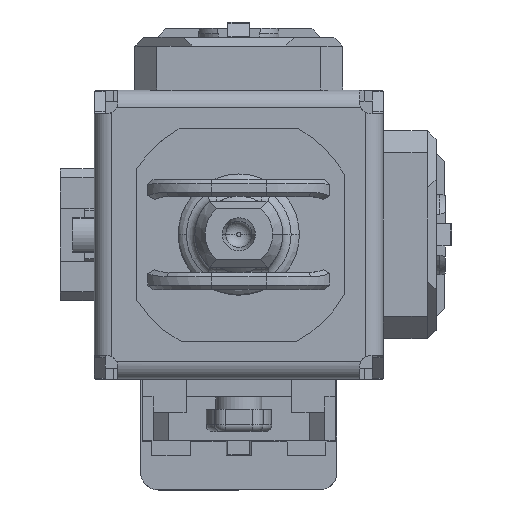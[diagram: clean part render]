
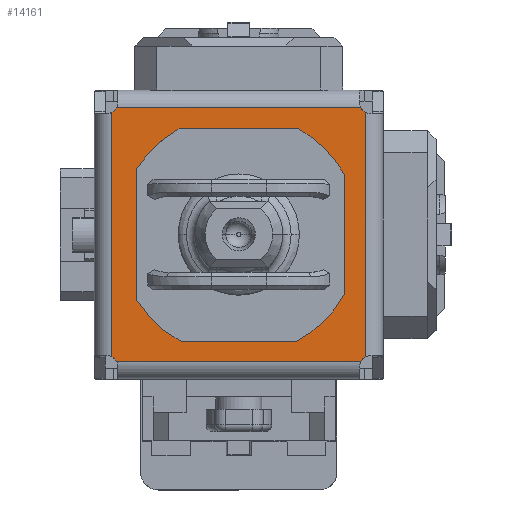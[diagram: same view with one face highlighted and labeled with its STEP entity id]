
A CAD part, top view. The second image highlights one B-rep face of the part: STEP entity #14161.
In plain terms, the highlighted face is planar.
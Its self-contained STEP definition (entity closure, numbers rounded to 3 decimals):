
#11 = CARTESIAN_POINT ( 'NONE',  ( 5.775, -5.553, -10.15 ) ) ;
#275 = VERTEX_POINT ( 'NONE', #12590 ) ;
#477 = CARTESIAN_POINT ( 'NONE',  ( 7.989, -4.668, -10.15 ) ) ;
#690 = EDGE_CURVE ( 'NONE', #17325, #30692, #28577, .T. ) ;
#866 = DIRECTION ( 'NONE',  ( 0., 1., 0. ) ) ;
#874 = DIRECTION ( 'NONE',  ( 0., 0., 1. ) ) ;
#905 = CARTESIAN_POINT ( 'NONE',  ( 0., 0., -10.15 ) ) ;
#1121 = ORIENTED_EDGE ( 'NONE', *, *, #34791, .T. ) ;
#1268 = CARTESIAN_POINT ( 'NONE',  ( 4.809, 2.721, -10.15 ) ) ;
#1593 = CARTESIAN_POINT ( 'NONE',  ( 2.956, -4.668, -10.15 ) ) ;
#2100 = ORIENTED_EDGE ( 'NONE', *, *, #10712, .T. ) ;
#2108 = CARTESIAN_POINT ( 'NONE',  ( 4.809, 7.883, -10.15 ) ) ;
#2167 = DIRECTION ( 'NONE',  ( 0., 1., 0. ) ) ;
#2305 = CARTESIAN_POINT ( 'NONE',  ( -5.553, 5.775, -10.15 ) ) ;
#2330 = DIRECTION ( 'NONE',  ( 0., 0., 1. ) ) ;
#2629 = FACE_BOUND ( 'NONE', #4112, .T. ) ;
#3407 = EDGE_CURVE ( 'NONE', #18060, #24424, #25905, .T. ) ;
#3631 = EDGE_CURVE ( 'NONE', #27166, #18060, #15616, .T. ) ;
#3930 = ORIENTED_EDGE ( 'NONE', *, *, #29912, .F. ) ;
#3980 = CIRCLE ( 'NONE', #24152, 0.5 ) ;
#4112 = EDGE_LOOP ( 'NONE', ( #13850, #4873, #19943, #3930, #10041, #1121, #16167, #23195 ) ) ;
#4502 = CARTESIAN_POINT ( 'NONE',  ( 5.553, 5.775, -10.15 ) ) ;
#4531 = CARTESIAN_POINT ( 'NONE',  ( 0., 0., -10.15 ) ) ;
#4622 = PLANE ( 'NONE',  #12926 ) ;
#4873 = ORIENTED_EDGE ( 'NONE', *, *, #25022, .F. ) ;
#5274 = EDGE_CURVE ( 'NONE', #19014, #27166, #34716, .T. ) ;
#5727 = DIRECTION ( 'NONE',  ( 0., -1., 0. ) ) ;
#5908 = CIRCLE ( 'NONE', #12873, 5.525 ) ;
#6156 = VERTEX_POINT ( 'NONE', #1268 ) ;
#6308 = VECTOR ( 'NONE', #26709, 1000. ) ;
#6686 = VERTEX_POINT ( 'NONE', #24737 ) ;
#7196 = CIRCLE ( 'NONE', #20338, 5.525 ) ;
#7285 = CIRCLE ( 'NONE', #34923, 0.5 ) ;
#7537 = CARTESIAN_POINT ( 'NONE',  ( 2.743, 4.796, -10.15 ) ) ;
#7545 = VERTEX_POINT ( 'NONE', #32047 ) ;
#7931 = CARTESIAN_POINT ( 'NONE',  ( 5.5, 5.5, -10.15 ) ) ;
#8707 = EDGE_CURVE ( 'NONE', #24424, #10320, #23047, .T. ) ;
#8825 = CARTESIAN_POINT ( 'NONE',  ( -4.861, 7.883, -10.15 ) ) ;
#9555 = CARTESIAN_POINT ( 'NONE',  ( -4.861, -2.626, -10.15 ) ) ;
#9600 = ORIENTED_EDGE ( 'NONE', *, *, #8707, .T. ) ;
#9740 = CARTESIAN_POINT ( 'NONE',  ( 0., 0., -10.15 ) ) ;
#9912 = CARTESIAN_POINT ( 'NONE',  ( -5.5, -5.775, -10.15 ) ) ;
#10041 = ORIENTED_EDGE ( 'NONE', *, *, #26796, .T. ) ;
#10320 = VERTEX_POINT ( 'NONE', #4502 ) ;
#10451 = EDGE_CURVE ( 'NONE', #24054, #7545, #5908, .T. ) ;
#10618 = FACE_OUTER_BOUND ( 'NONE', #35298, .T. ) ;
#10712 = EDGE_CURVE ( 'NONE', #19821, #14261, #3980, .T. ) ;
#10945 = DIRECTION ( 'NONE',  ( 0., -1., 0. ) ) ;
#11129 = LINE ( 'NONE', #9912, #34964 ) ;
#11230 = CARTESIAN_POINT ( 'NONE',  ( -5.775, 5.5, -10.15 ) ) ;
#11304 = CARTESIAN_POINT ( 'NONE',  ( -5.775, -5.553, -10.15 ) ) ;
#11871 = VECTOR ( 'NONE', #36281, 1000. ) ;
#12445 = EDGE_CURVE ( 'NONE', #21075, #24054, #37210, .T. ) ;
#12590 = CARTESIAN_POINT ( 'NONE',  ( -2.743, 4.796, -10.15 ) ) ;
#12780 = DIRECTION ( 'NONE',  ( 0., 1., 0. ) ) ;
#12873 = AXIS2_PLACEMENT_3D ( 'NONE', #905, #874, #866 ) ;
#12926 = AXIS2_PLACEMENT_3D ( 'NONE', #7931, #28820, #10945 ) ;
#12973 = DIRECTION ( 'NONE',  ( -1., 0., 0. ) ) ;
#13598 = AXIS2_PLACEMENT_3D ( 'NONE', #18688, #15782, #15640 ) ;
#13850 = ORIENTED_EDGE ( 'NONE', *, *, #10451, .T. ) ;
#14000 = LINE ( 'NONE', #38426, #36867 ) ;
#14161 = ADVANCED_FACE ( 'NONE', ( #10618, #2629 ), #4622, .T. ) ;
#14225 = CARTESIAN_POINT ( 'NONE',  ( 7.989, 4.796, -10.15 ) ) ;
#14261 = VERTEX_POINT ( 'NONE', #26220 ) ;
#14268 = EDGE_CURVE ( 'NONE', #10320, #6686, #7285, .T. ) ;
#14665 = VECTOR ( 'NONE', #2167, 1000. ) ;
#15616 = LINE ( 'NONE', #11230, #14665 ) ;
#15640 = DIRECTION ( 'NONE',  ( 0., -1., 0. ) ) ;
#15782 = DIRECTION ( 'NONE',  ( 0., 0., 1. ) ) ;
#15892 = CARTESIAN_POINT ( 'NONE',  ( -5.775, 5.553, -10.15 ) ) ;
#16167 = ORIENTED_EDGE ( 'NONE', *, *, #21268, .T. ) ;
#16658 = VERTEX_POINT ( 'NONE', #7537 ) ;
#17156 = LINE ( 'NONE', #14225, #35784 ) ;
#17325 = VERTEX_POINT ( 'NONE', #1593 ) ;
#17522 = DIRECTION ( 'NONE',  ( 0., 0., 1. ) ) ;
#18060 = VERTEX_POINT ( 'NONE', #15892 ) ;
#18606 = LINE ( 'NONE', #2108, #34446 ) ;
#18688 = CARTESIAN_POINT ( 'NONE',  ( -6., -6., -10.15 ) ) ;
#19014 = VERTEX_POINT ( 'NONE', #28471 ) ;
#19798 = EDGE_CURVE ( 'NONE', #6686, #19821, #14000, .T. ) ;
#19821 = VERTEX_POINT ( 'NONE', #11 ) ;
#19943 = ORIENTED_EDGE ( 'NONE', *, *, #690, .T. ) ;
#20045 = EDGE_CURVE ( 'NONE', #14261, #19014, #11129, .T. ) ;
#20324 = CARTESIAN_POINT ( 'NONE',  ( 0., 0., -10.15 ) ) ;
#20338 = AXIS2_PLACEMENT_3D ( 'NONE', #9740, #30653, #12780 ) ;
#21075 = VERTEX_POINT ( 'NONE', #31133 ) ;
#21268 = EDGE_CURVE ( 'NONE', #275, #21075, #37838, .T. ) ;
#21327 = ORIENTED_EDGE ( 'NONE', *, *, #3631, .T. ) ;
#23047 = LINE ( 'NONE', #34759, #37953 ) ;
#23097 = DIRECTION ( 'NONE',  ( 0., -1., 0. ) ) ;
#23195 = ORIENTED_EDGE ( 'NONE', *, *, #12445, .T. ) ;
#23324 = DIRECTION ( 'NONE',  ( 0., 1., 0. ) ) ;
#23555 = AXIS2_PLACEMENT_3D ( 'NONE', #20324, #2330, #23324 ) ;
#23665 = ORIENTED_EDGE ( 'NONE', *, *, #14268, .T. ) ;
#24054 = VERTEX_POINT ( 'NONE', #9555 ) ;
#24152 = AXIS2_PLACEMENT_3D ( 'NONE', #36176, #36286, #36540 ) ;
#24424 = VERTEX_POINT ( 'NONE', #2305 ) ;
#24737 = CARTESIAN_POINT ( 'NONE',  ( 5.775, 5.553, -10.15 ) ) ;
#25022 = EDGE_CURVE ( 'NONE', #17325, #7545, #35697, .T. ) ;
#25502 = DIRECTION ( 'NONE',  ( 0., 0., 1. ) ) ;
#25785 = AXIS2_PLACEMENT_3D ( 'NONE', #34795, #28637, #38264 ) ;
#25905 = CIRCLE ( 'NONE', #25785, 0.5 ) ;
#26220 = CARTESIAN_POINT ( 'NONE',  ( 5.553, -5.775, -10.15 ) ) ;
#26709 = DIRECTION ( 'NONE',  ( 0., -1., 0. ) ) ;
#26796 = EDGE_CURVE ( 'NONE', #6156, #16658, #7196, .T. ) ;
#27166 = VERTEX_POINT ( 'NONE', #11304 ) ;
#28350 = DIRECTION ( 'NONE',  ( 0., 1., 0. ) ) ;
#28471 = CARTESIAN_POINT ( 'NONE',  ( -5.553, -5.775, -10.15 ) ) ;
#28577 = CIRCLE ( 'NONE', #37232, 5.525 ) ;
#28637 = DIRECTION ( 'NONE',  ( 0., 0., 1. ) ) ;
#28820 = DIRECTION ( 'NONE',  ( 0., 0., -1. ) ) ;
#29219 = ORIENTED_EDGE ( 'NONE', *, *, #5274, .T. ) ;
#29912 = EDGE_CURVE ( 'NONE', #6156, #30692, #18606, .T. ) ;
#30641 = ORIENTED_EDGE ( 'NONE', *, *, #19798, .T. ) ;
#30653 = DIRECTION ( 'NONE',  ( 0., 0., 1. ) ) ;
#30692 = VERTEX_POINT ( 'NONE', #35780 ) ;
#31128 = ORIENTED_EDGE ( 'NONE', *, *, #20045, .T. ) ;
#31133 = CARTESIAN_POINT ( 'NONE',  ( -4.861, 2.626, -10.15 ) ) ;
#32047 = CARTESIAN_POINT ( 'NONE',  ( -2.956, -4.668, -10.15 ) ) ;
#32097 = DIRECTION ( 'NONE',  ( -1., 0., 0. ) ) ;
#34446 = VECTOR ( 'NONE', #23097, 1000. ) ;
#34512 = DIRECTION ( 'NONE',  ( 1., 0., 0. ) ) ;
#34716 = CIRCLE ( 'NONE', #13598, 0.5 ) ;
#34759 = CARTESIAN_POINT ( 'NONE',  ( 5.5, 5.775, -10.15 ) ) ;
#34791 = EDGE_CURVE ( 'NONE', #16658, #275, #17156, .T. ) ;
#34795 = CARTESIAN_POINT ( 'NONE',  ( -6., 6., -10.15 ) ) ;
#34923 = AXIS2_PLACEMENT_3D ( 'NONE', #35353, #17522, #38364 ) ;
#34964 = VECTOR ( 'NONE', #12973, 1000. ) ;
#35298 = EDGE_LOOP ( 'NONE', ( #2100, #31128, #29219, #21327, #35322, #9600, #23665, #30641 ) ) ;
#35322 = ORIENTED_EDGE ( 'NONE', *, *, #3407, .T. ) ;
#35353 = CARTESIAN_POINT ( 'NONE',  ( 6., 6., -10.15 ) ) ;
#35697 = LINE ( 'NONE', #477, #11871 ) ;
#35780 = CARTESIAN_POINT ( 'NONE',  ( 4.809, -2.721, -10.15 ) ) ;
#35784 = VECTOR ( 'NONE', #32097, 1000. ) ;
#36176 = CARTESIAN_POINT ( 'NONE',  ( 6., -6., -10.15 ) ) ;
#36281 = DIRECTION ( 'NONE',  ( -1., 0., 0. ) ) ;
#36286 = DIRECTION ( 'NONE',  ( 0., 0., 1. ) ) ;
#36540 = DIRECTION ( 'NONE',  ( 0., -1., 0. ) ) ;
#36867 = VECTOR ( 'NONE', #5727, 1000. ) ;
#37210 = LINE ( 'NONE', #8825, #6308 ) ;
#37232 = AXIS2_PLACEMENT_3D ( 'NONE', #4531, #25502, #28350 ) ;
#37838 = CIRCLE ( 'NONE', #23555, 5.525 ) ;
#37953 = VECTOR ( 'NONE', #34512, 1000. ) ;
#38264 = DIRECTION ( 'NONE',  ( 0., -1., 0. ) ) ;
#38364 = DIRECTION ( 'NONE',  ( 0., -1., 0. ) ) ;
#38426 = CARTESIAN_POINT ( 'NONE',  ( 5.775, -5.5, -10.15 ) ) ;
